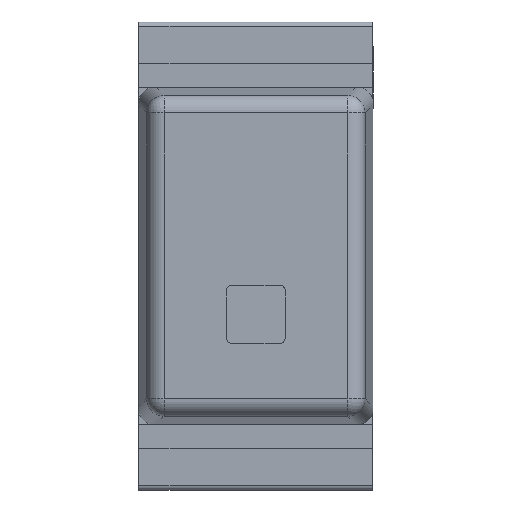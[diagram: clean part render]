
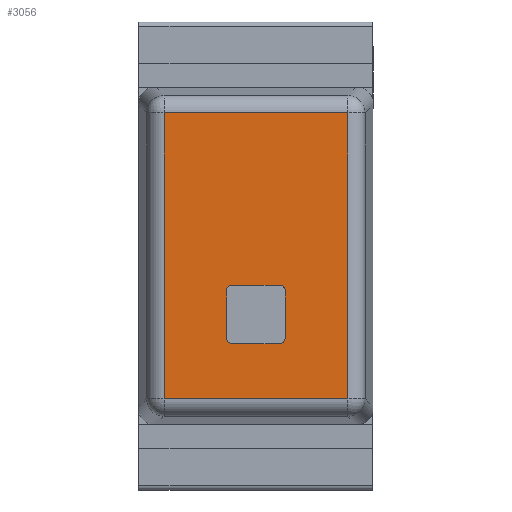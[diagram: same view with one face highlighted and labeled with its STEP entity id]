
A CAD part, top view. The second image highlights one B-rep face of the part: STEP entity #3056.
In plain terms, the highlighted planar face has unit normal (0, 0, 1).
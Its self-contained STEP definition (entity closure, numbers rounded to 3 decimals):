
#81=FACE_BOUND('',#499,.T.);
#168=PLANE('',#3287);
#319=FACE_OUTER_BOUND('',#498,.T.);
#498=EDGE_LOOP('',(#2302,#2303,#2304,#2305));
#499=EDGE_LOOP('',(#2306,#2307,#2308,#2309,#2310,#2311,#2312,#2313));
#696=LINE('',#4444,#1042);
#698=LINE('',#4452,#1044);
#700=LINE('',#4462,#1046);
#702=LINE('',#4471,#1048);
#711=LINE('',#4510,#1057);
#712=LINE('',#4514,#1058);
#713=LINE('',#4518,#1059);
#714=LINE('',#4521,#1060);
#1042=VECTOR('',#3611,0.628);
#1044=VECTOR('',#3619,0.978);
#1046=VECTOR('',#3631,0.628);
#1048=VECTOR('',#3643,0.978);
#1057=VECTOR('',#3686,0.16);
#1058=VECTOR('',#3689,0.16);
#1059=VECTOR('',#3692,0.16);
#1060=VECTOR('',#3695,0.16);
#1360=CIRCLE('',#3288,0.02);
#1361=CIRCLE('',#3289,0.02);
#1362=CIRCLE('',#3290,0.02);
#1363=CIRCLE('',#3291,0.02);
#1433=VERTEX_POINT('',#4441);
#1434=VERTEX_POINT('',#4443);
#1437=VERTEX_POINT('',#4451);
#1440=VERTEX_POINT('',#4461);
#1453=VERTEX_POINT('',#4506);
#1454=VERTEX_POINT('',#4507);
#1455=VERTEX_POINT('',#4509);
#1456=VERTEX_POINT('',#4511);
#1457=VERTEX_POINT('',#4513);
#1458=VERTEX_POINT('',#4515);
#1459=VERTEX_POINT('',#4517);
#1460=VERTEX_POINT('',#4519);
#1745=EDGE_CURVE('',#1433,#1434,#696,.T.);
#1749=EDGE_CURVE('',#1434,#1437,#698,.T.);
#1754=EDGE_CURVE('',#1437,#1440,#700,.T.);
#1759=EDGE_CURVE('',#1440,#1433,#702,.T.);
#1777=EDGE_CURVE('',#1453,#1454,#1360,.T.);
#1778=EDGE_CURVE('',#1454,#1455,#711,.T.);
#1779=EDGE_CURVE('',#1455,#1456,#1361,.T.);
#1780=EDGE_CURVE('',#1456,#1457,#712,.T.);
#1781=EDGE_CURVE('',#1457,#1458,#1362,.T.);
#1782=EDGE_CURVE('',#1458,#1459,#713,.T.);
#1783=EDGE_CURVE('',#1459,#1460,#1363,.T.);
#1784=EDGE_CURVE('',#1460,#1453,#714,.T.);
#2302=ORIENTED_EDGE('',*,*,#1745,.F.);
#2303=ORIENTED_EDGE('',*,*,#1759,.F.);
#2304=ORIENTED_EDGE('',*,*,#1754,.F.);
#2305=ORIENTED_EDGE('',*,*,#1749,.F.);
#2306=ORIENTED_EDGE('',*,*,#1777,.T.);
#2307=ORIENTED_EDGE('',*,*,#1778,.T.);
#2308=ORIENTED_EDGE('',*,*,#1779,.T.);
#2309=ORIENTED_EDGE('',*,*,#1780,.T.);
#2310=ORIENTED_EDGE('',*,*,#1781,.T.);
#2311=ORIENTED_EDGE('',*,*,#1782,.T.);
#2312=ORIENTED_EDGE('',*,*,#1783,.T.);
#2313=ORIENTED_EDGE('',*,*,#1784,.T.);
#3056=ADVANCED_FACE('',(#319,#81),#168,.T.);
#3287=AXIS2_PLACEMENT_3D('',#4505,#3682,#3683);
#3288=AXIS2_PLACEMENT_3D('',#4508,#3684,#3685);
#3289=AXIS2_PLACEMENT_3D('',#4512,#3687,#3688);
#3290=AXIS2_PLACEMENT_3D('',#4516,#3690,#3691);
#3291=AXIS2_PLACEMENT_3D('',#4520,#3693,#3694);
#3611=DIRECTION('',(1.,0.,0.));
#3619=DIRECTION('',(0.,-1.,0.));
#3631=DIRECTION('',(-1.,0.,0.));
#3643=DIRECTION('',(0.,1.,0.));
#3682=DIRECTION('center_axis',(0.,0.,1.));
#3683=DIRECTION('ref_axis',(1.,0.,0.));
#3684=DIRECTION('center_axis',(0.,0.,-1.));
#3685=DIRECTION('ref_axis',(-1.,0.,0.));
#3686=DIRECTION('',(0.,-1.,0.));
#3687=DIRECTION('center_axis',(0.,0.,-1.));
#3688=DIRECTION('ref_axis',(0.,1.,0.));
#3689=DIRECTION('',(-1.,0.,0.));
#3690=DIRECTION('center_axis',(0.,0.,-1.));
#3691=DIRECTION('ref_axis',(1.,0.,0.));
#3692=DIRECTION('',(0.,1.,0.));
#3693=DIRECTION('center_axis',(0.,0.,-1.));
#3694=DIRECTION('ref_axis',(0.,-1.,0.));
#3695=DIRECTION('',(1.,0.,0.));
#4441=CARTESIAN_POINT('',(-0.314,0.489,0.45));
#4443=CARTESIAN_POINT('',(0.314,0.489,0.45));
#4444=CARTESIAN_POINT('',(-0.1,0.489,0.45));
#4451=CARTESIAN_POINT('',(0.314,-0.489,0.45));
#4452=CARTESIAN_POINT('',(0.314,-0.2,0.45));
#4461=CARTESIAN_POINT('',(-0.314,-0.489,0.45));
#4462=CARTESIAN_POINT('',(0.1,-0.489,0.45));
#4471=CARTESIAN_POINT('',(-0.314,0.2,0.45));
#4505=CARTESIAN_POINT('Origin',(0.,0.,0.45));
#4506=CARTESIAN_POINT('',(0.08,-0.1,0.45));
#4507=CARTESIAN_POINT('',(0.1,-0.12,0.45));
#4508=CARTESIAN_POINT('Origin',(0.08,-0.12,0.45));
#4509=CARTESIAN_POINT('',(0.1,-0.28,0.45));
#4510=CARTESIAN_POINT('',(0.1,-0.14,0.45));
#4511=CARTESIAN_POINT('',(0.08,-0.3,0.45));
#4512=CARTESIAN_POINT('Origin',(0.08,-0.28,0.45));
#4513=CARTESIAN_POINT('',(-0.08,-0.3,0.45));
#4514=CARTESIAN_POINT('',(-0.04,-0.3,0.45));
#4515=CARTESIAN_POINT('',(-0.1,-0.28,0.45));
#4516=CARTESIAN_POINT('Origin',(-0.08,-0.28,0.45));
#4517=CARTESIAN_POINT('',(-0.1,-0.12,0.45));
#4518=CARTESIAN_POINT('',(-0.1,-0.06,0.45));
#4519=CARTESIAN_POINT('',(-0.08,-0.1,0.45));
#4520=CARTESIAN_POINT('Origin',(-0.08,-0.12,0.45));
#4521=CARTESIAN_POINT('',(0.04,-0.1,0.45));
